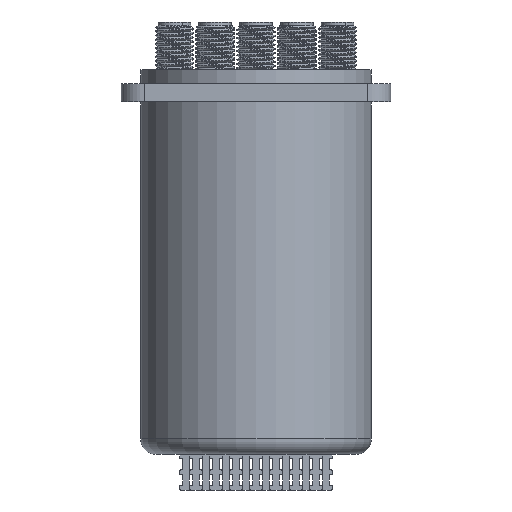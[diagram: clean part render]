
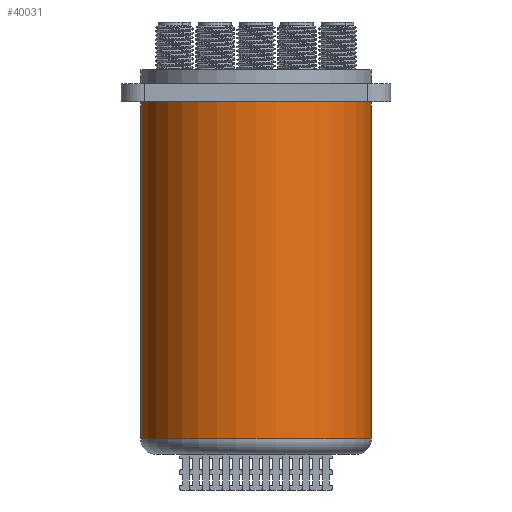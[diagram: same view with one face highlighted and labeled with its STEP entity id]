
A CAD part, front view. The second image highlights one B-rep face of the part: STEP entity #40031.
In plain terms, the highlighted cylindrical face has radius 19.05 mm (diameter 38.1 mm), a partial arc.
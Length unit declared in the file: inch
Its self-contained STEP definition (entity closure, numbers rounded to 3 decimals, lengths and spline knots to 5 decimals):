
#377 = EDGE_LOOP ( 'NONE', ( #52895, #23776, #54848, #20425 ) ) ;
#4291 = VERTEX_POINT ( 'NONE', #25121 ) ;
#7912 = FACE_OUTER_BOUND ( 'NONE', #377, .T. ) ;
#7961 = VERTEX_POINT ( 'NONE', #45796 ) ;
#8198 = CARTESIAN_POINT ( 'NONE',  ( 0., 0., -2.5 ) ) ;
#8407 = CARTESIAN_POINT ( 'NONE',  ( 0., 0., -2.4 ) ) ;
#8516 = VERTEX_POINT ( 'NONE', #11249 ) ;
#10243 = CIRCLE ( 'NONE', #34200, 0.75 ) ;
#11249 = CARTESIAN_POINT ( 'NONE',  ( 0.75, 0., -2.4 ) ) ;
#12369 = EDGE_CURVE ( 'NONE', #54575, #4291, #20239, .T. ) ;
#12501 = DIRECTION ( 'NONE',  ( 0., 0., 1. ) ) ;
#12881 = DIRECTION ( 'NONE',  ( 1., 0., 0. ) ) ;
#13259 = EDGE_CURVE ( 'NONE', #8516, #7961, #48444, .T. ) ;
#13600 = AXIS2_PLACEMENT_3D ( 'NONE', #47564, #29650, #31191 ) ;
#15395 = VECTOR ( 'NONE', #25508, 39.37008 ) ;
#17065 = EDGE_CURVE ( 'NONE', #54575, #8516, #10243, .T. ) ;
#17091 = CARTESIAN_POINT ( 'NONE',  ( -0.75, 0., -2.4 ) ) ;
#17097 = DIRECTION ( 'NONE',  ( 1., 0., 0. ) ) ;
#20017 = CARTESIAN_POINT ( 'NONE',  ( 0.75, 0., -2.5 ) ) ;
#20239 = LINE ( 'NONE', #47676, #15395 ) ;
#20425 = ORIENTED_EDGE ( 'NONE', *, *, #30467, .F. ) ;
#23776 = ORIENTED_EDGE ( 'NONE', *, *, #17065, .T. ) ;
#25121 = CARTESIAN_POINT ( 'NONE',  ( -0.75, 0., -0.21 ) ) ;
#25508 = DIRECTION ( 'NONE',  ( 0., 0., 1. ) ) ;
#26363 = VECTOR ( 'NONE', #46798, 39.37008 ) ;
#29650 = DIRECTION ( 'NONE',  ( 0., 0., 1. ) ) ;
#30467 = EDGE_CURVE ( 'NONE', #4291, #7961, #38579, .T. ) ;
#31191 = DIRECTION ( 'NONE',  ( -1., 0., 0. ) ) ;
#34200 = AXIS2_PLACEMENT_3D ( 'NONE', #8407, #12501, #12881 ) ;
#38579 = CIRCLE ( 'NONE', #13600, 0.75 ) ;
#40031 = ADVANCED_FACE ( 'NONE', ( #7912 ), #45139, .T. ) ;
#45139 = CYLINDRICAL_SURFACE ( 'NONE', #54179, 0.75 ) ;
#45796 = CARTESIAN_POINT ( 'NONE',  ( 0.75, 0., -0.21 ) ) ;
#46798 = DIRECTION ( 'NONE',  ( 0., 0., 1. ) ) ;
#47564 = CARTESIAN_POINT ( 'NONE',  ( 0., 0., -0.21 ) ) ;
#47676 = CARTESIAN_POINT ( 'NONE',  ( -0.75, 0., -2.5 ) ) ;
#48444 = LINE ( 'NONE', #20017, #26363 ) ;
#51670 = DIRECTION ( 'NONE',  ( 0., 0., 1. ) ) ;
#52895 = ORIENTED_EDGE ( 'NONE', *, *, #12369, .F. ) ;
#54179 = AXIS2_PLACEMENT_3D ( 'NONE', #8198, #51670, #17097 ) ;
#54575 = VERTEX_POINT ( 'NONE', #17091 ) ;
#54848 = ORIENTED_EDGE ( 'NONE', *, *, #13259, .T. ) ;
